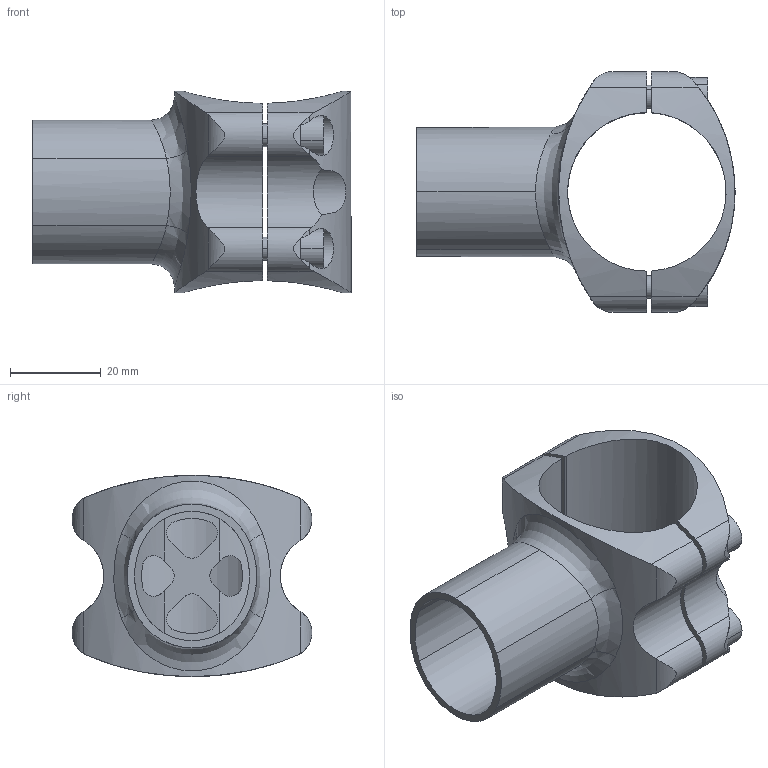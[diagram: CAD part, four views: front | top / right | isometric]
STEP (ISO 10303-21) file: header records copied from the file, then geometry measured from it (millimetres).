
FILE_DESCRIPTION (( 'STEP AP214' ), '1' );
FILE_NAME ('SP0002,SP4005.STEP', '2022-10-26T21:51:50', ( '' ), ( '' ), 'SwSTEP 2.0', 'SolidWorks 2022', '' );
FILE_SCHEMA (( 'AUTOMOTIVE_DESIGN' ));
Length unit declared in the file: millimetre
Products named in the file (4): M5X.8_16MM; SP0002_VERSION2; SP0002,SP4005; SP4005VERSION3
Assembly tree (6 placements, depth 2):
  SP0002,SP4005
    SP0002_VERSION2
    M5X.8_16MM  x4
    SP4005VERSION3
Bounding box: 70.3 x 53 x 44.45 mm (x, y, z)
Volume: 28149.5 mm3; surface area: 21876.3 mm2
Topology: 6 solids, 6 shells, 187 faces, 485 edges, 322 vertices
Faces by surface type: cylinder 113, plane 70, bspline 4
Entity records: 6594 total; most frequent: CARTESIAN_POINT 2939, ORIENTED_EDGE 790, DIRECTION 657, EDGE_CURVE 395, VERTEX_POINT 262, AXIS2_PLACEMENT_3D 251, EDGE_LOOP 167, LINE 155
